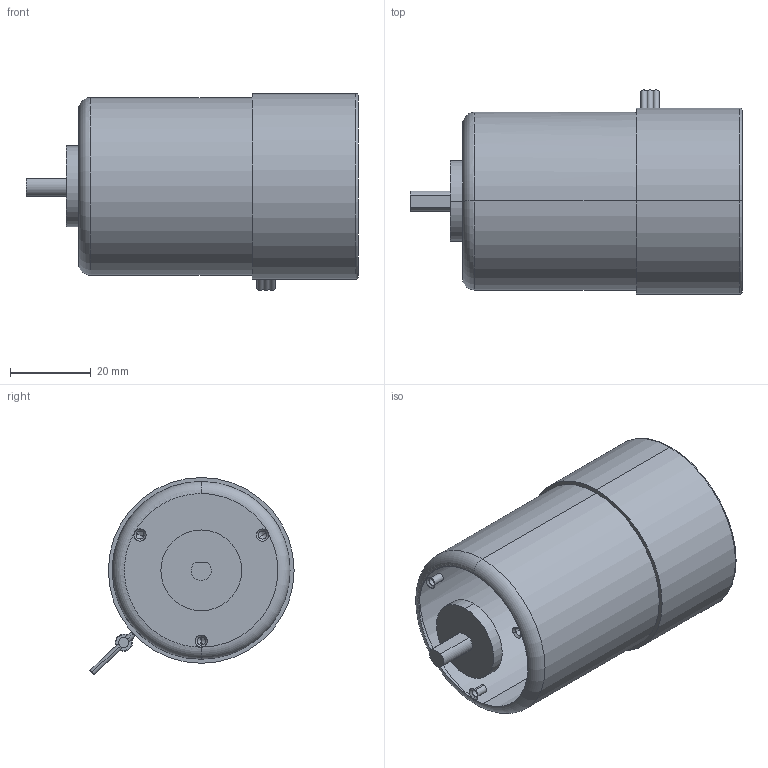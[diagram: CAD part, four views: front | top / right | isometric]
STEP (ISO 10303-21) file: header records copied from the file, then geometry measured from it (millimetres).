
FILE_DESCRIPTION(('starvars output'),'2;1');
FILE_NAME('44sm.stp','09:58:46 2014/09/11',( 'Thomas Industrial Network Germany GmbH'),( 'Thomas Industrial Network Germany GmbH'),'unknown preprocess','ACIS' ,'unknown authorization');
FILE_SCHEMA(('AUTOMOTIVE_DESIGN_CC2 {UNKNOWN IMPLEMENTATION LEVEL}'));
Length unit declared in the file: millimetre
Products named in the file (1): PRODUCT_ID_32
Bounding box: 82.2 x 50.57 x 48.78 mm (x, y, z)
Volume: 133.6 mm3; surface area: 13523 mm2
Topology: 1 solids, 2 shells, 74 faces, 149 edges, 79 vertices
Faces by surface type: cylinder 28, plane 22, cone 14, torus 10
Entity records: 2395 total; most frequent: CARTESIAN_POINT 438, ORIENTED_EDGE 300, DIRECTION 221, EDGE_CURVE 144, AXIS2_PLACEMENT_3D 86, VERTEX_POINT 81, EDGE_LOOP 81, FACE_BOUND 81
